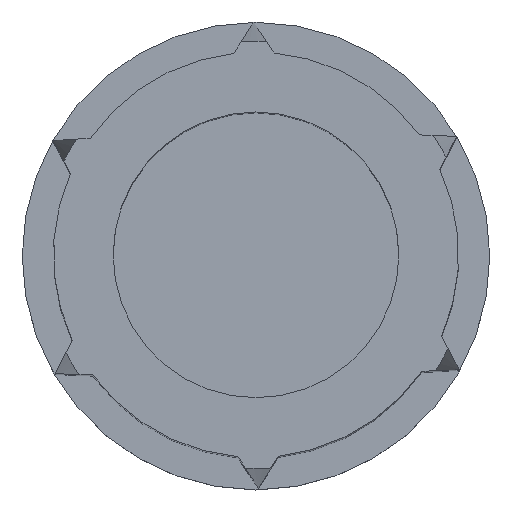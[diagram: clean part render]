
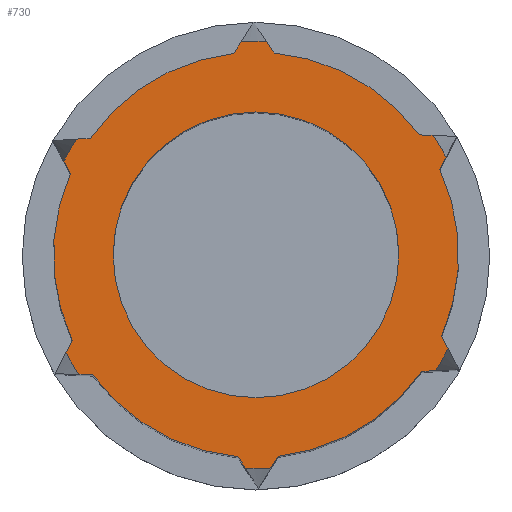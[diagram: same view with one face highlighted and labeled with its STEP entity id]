
A CAD part, top view. The second image highlights one B-rep face of the part: STEP entity #730.
In plain terms, the highlighted planar face has unit normal (0, 0, 1).
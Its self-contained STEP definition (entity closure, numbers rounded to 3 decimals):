
#24=FACE_BOUND('',#209,.T.);
#27=LINE('',#1192,#80);
#28=LINE('',#1195,#81);
#29=LINE('',#1197,#82);
#30=LINE('',#1200,#83);
#31=LINE('',#1202,#84);
#32=LINE('',#1205,#85);
#33=LINE('',#1207,#86);
#34=LINE('',#1210,#87);
#35=LINE('',#1212,#88);
#36=LINE('',#1215,#89);
#37=LINE('',#1217,#90);
#38=LINE('',#1220,#91);
#80=VECTOR('',#902,10.);
#81=VECTOR('',#905,10.);
#82=VECTOR('',#906,10.);
#83=VECTOR('',#909,10.);
#84=VECTOR('',#910,10.);
#85=VECTOR('',#913,10.);
#86=VECTOR('',#914,10.);
#87=VECTOR('',#917,10.);
#88=VECTOR('',#918,10.);
#89=VECTOR('',#921,10.);
#90=VECTOR('',#922,10.);
#91=VECTOR('',#925,10.);
#133=PLANE('',#798);
#166=FACE_OUTER_BOUND('',#208,.T.);
#208=EDGE_LOOP('',(#520,#521,#522,#523,#524,#525,#526,#527,#528,#529,#530,
#531,#532,#533,#534,#535,#536,#537,#538,#539,#540,#541,#542,#543));
#209=EDGE_LOOP('',(#544));
#241=CIRCLE('',#775,8.225);
#242=CIRCLE('',#777,8.225);
#243=CIRCLE('',#779,8.225);
#244=CIRCLE('',#781,8.225);
#245=CIRCLE('',#783,8.225);
#246=CIRCLE('',#785,8.225);
#253=CIRCLE('',#799,7.8);
#254=CIRCLE('',#800,7.8);
#255=CIRCLE('',#801,7.8);
#256=CIRCLE('',#802,7.8);
#257=CIRCLE('',#803,7.8);
#258=CIRCLE('',#804,7.8);
#259=CIRCLE('',#805,5.5);
#300=VERTEX_POINT('',#1060);
#301=VERTEX_POINT('',#1064);
#303=VERTEX_POINT('',#1071);
#304=VERTEX_POINT('',#1075);
#306=VERTEX_POINT('',#1082);
#307=VERTEX_POINT('',#1086);
#309=VERTEX_POINT('',#1093);
#310=VERTEX_POINT('',#1097);
#312=VERTEX_POINT('',#1104);
#313=VERTEX_POINT('',#1108);
#315=VERTEX_POINT('',#1115);
#316=VERTEX_POINT('',#1119);
#335=VERTEX_POINT('',#1191);
#336=VERTEX_POINT('',#1193);
#337=VERTEX_POINT('',#1196);
#338=VERTEX_POINT('',#1198);
#339=VERTEX_POINT('',#1201);
#340=VERTEX_POINT('',#1203);
#341=VERTEX_POINT('',#1206);
#342=VERTEX_POINT('',#1208);
#343=VERTEX_POINT('',#1211);
#344=VERTEX_POINT('',#1213);
#345=VERTEX_POINT('',#1216);
#346=VERTEX_POINT('',#1218);
#347=VERTEX_POINT('',#1221);
#375=EDGE_CURVE('',#300,#301,#241,.T.);
#378=EDGE_CURVE('',#303,#304,#242,.T.);
#381=EDGE_CURVE('',#306,#307,#243,.T.);
#384=EDGE_CURVE('',#309,#310,#244,.T.);
#387=EDGE_CURVE('',#312,#313,#245,.T.);
#390=EDGE_CURVE('',#315,#316,#246,.T.);
#409=EDGE_CURVE('',#316,#335,#27,.T.);
#410=EDGE_CURVE('',#335,#336,#253,.T.);
#411=EDGE_CURVE('',#336,#300,#28,.T.);
#412=EDGE_CURVE('',#301,#337,#29,.T.);
#413=EDGE_CURVE('',#337,#338,#254,.T.);
#414=EDGE_CURVE('',#338,#303,#30,.T.);
#415=EDGE_CURVE('',#304,#339,#31,.T.);
#416=EDGE_CURVE('',#339,#340,#255,.T.);
#417=EDGE_CURVE('',#340,#306,#32,.T.);
#418=EDGE_CURVE('',#307,#341,#33,.T.);
#419=EDGE_CURVE('',#341,#342,#256,.T.);
#420=EDGE_CURVE('',#342,#309,#34,.T.);
#421=EDGE_CURVE('',#310,#343,#35,.T.);
#422=EDGE_CURVE('',#343,#344,#257,.T.);
#423=EDGE_CURVE('',#344,#312,#36,.T.);
#424=EDGE_CURVE('',#313,#345,#37,.T.);
#425=EDGE_CURVE('',#345,#346,#258,.T.);
#426=EDGE_CURVE('',#346,#315,#38,.T.);
#427=EDGE_CURVE('',#347,#347,#259,.T.);
#520=ORIENTED_EDGE('',*,*,#390,.T.);
#521=ORIENTED_EDGE('',*,*,#409,.T.);
#522=ORIENTED_EDGE('',*,*,#410,.T.);
#523=ORIENTED_EDGE('',*,*,#411,.T.);
#524=ORIENTED_EDGE('',*,*,#375,.T.);
#525=ORIENTED_EDGE('',*,*,#412,.T.);
#526=ORIENTED_EDGE('',*,*,#413,.T.);
#527=ORIENTED_EDGE('',*,*,#414,.T.);
#528=ORIENTED_EDGE('',*,*,#378,.T.);
#529=ORIENTED_EDGE('',*,*,#415,.T.);
#530=ORIENTED_EDGE('',*,*,#416,.T.);
#531=ORIENTED_EDGE('',*,*,#417,.T.);
#532=ORIENTED_EDGE('',*,*,#381,.T.);
#533=ORIENTED_EDGE('',*,*,#418,.T.);
#534=ORIENTED_EDGE('',*,*,#419,.T.);
#535=ORIENTED_EDGE('',*,*,#420,.T.);
#536=ORIENTED_EDGE('',*,*,#384,.T.);
#537=ORIENTED_EDGE('',*,*,#421,.T.);
#538=ORIENTED_EDGE('',*,*,#422,.T.);
#539=ORIENTED_EDGE('',*,*,#423,.T.);
#540=ORIENTED_EDGE('',*,*,#387,.T.);
#541=ORIENTED_EDGE('',*,*,#424,.T.);
#542=ORIENTED_EDGE('',*,*,#425,.T.);
#543=ORIENTED_EDGE('',*,*,#426,.T.);
#544=ORIENTED_EDGE('',*,*,#427,.T.);
#730=ADVANCED_FACE('',(#166,#24),#133,.T.);
#775=AXIS2_PLACEMENT_3D('',#1068,#854,#855);
#777=AXIS2_PLACEMENT_3D('',#1079,#858,#859);
#779=AXIS2_PLACEMENT_3D('',#1090,#862,#863);
#781=AXIS2_PLACEMENT_3D('',#1101,#866,#867);
#783=AXIS2_PLACEMENT_3D('',#1112,#870,#871);
#785=AXIS2_PLACEMENT_3D('',#1123,#874,#875);
#798=AXIS2_PLACEMENT_3D('',#1190,#900,#901);
#799=AXIS2_PLACEMENT_3D('',#1194,#903,#904);
#800=AXIS2_PLACEMENT_3D('',#1199,#907,#908);
#801=AXIS2_PLACEMENT_3D('',#1204,#911,#912);
#802=AXIS2_PLACEMENT_3D('',#1209,#915,#916);
#803=AXIS2_PLACEMENT_3D('',#1214,#919,#920);
#804=AXIS2_PLACEMENT_3D('',#1219,#923,#924);
#805=AXIS2_PLACEMENT_3D('',#1222,#926,#927);
#854=DIRECTION('center_axis',(0.,0.,1.));
#855=DIRECTION('ref_axis',(1.,0.,0.));
#858=DIRECTION('center_axis',(0.,0.,1.));
#859=DIRECTION('ref_axis',(1.,0.,0.));
#862=DIRECTION('center_axis',(0.,0.,1.));
#863=DIRECTION('ref_axis',(1.,0.,0.));
#866=DIRECTION('center_axis',(0.,0.,1.));
#867=DIRECTION('ref_axis',(1.,0.,0.));
#870=DIRECTION('center_axis',(0.,0.,1.));
#871=DIRECTION('ref_axis',(1.,0.,0.));
#874=DIRECTION('center_axis',(0.,0.,1.));
#875=DIRECTION('ref_axis',(1.,0.,0.));
#900=DIRECTION('center_axis',(0.,0.,1.));
#901=DIRECTION('ref_axis',(1.,0.,0.));
#902=DIRECTION('',(-0.999,0.034,0.));
#903=DIRECTION('center_axis',(0.,0.,1.));
#904=DIRECTION('ref_axis',(-1.,0.,0.));
#905=DIRECTION('',(-0.547,0.837,0.));
#906=DIRECTION('',(-0.529,-0.849,0.));
#907=DIRECTION('center_axis',(0.,0.,1.));
#908=DIRECTION('ref_axis',(-1.,0.,0.));
#909=DIRECTION('',(-0.998,-0.055,0.));
#910=DIRECTION('',(0.47,-0.883,0.));
#911=DIRECTION('center_axis',(0.,0.,1.));
#912=DIRECTION('ref_axis',(-1.,0.,0.));
#913=DIRECTION('',(-0.452,-0.892,0.));
#914=DIRECTION('',(0.999,-0.034,0.));
#915=DIRECTION('center_axis',(0.,0.,1.));
#916=DIRECTION('ref_axis',(-1.,0.,0.));
#917=DIRECTION('',(0.547,-0.837,0.));
#918=DIRECTION('',(0.529,0.849,0.));
#919=DIRECTION('center_axis',(0.,0.,1.));
#920=DIRECTION('ref_axis',(-1.,0.,0.));
#921=DIRECTION('',(0.998,0.055,0.));
#922=DIRECTION('',(-0.47,0.883,0.));
#923=DIRECTION('center_axis',(0.,0.,1.));
#924=DIRECTION('ref_axis',(-1.,0.,0.));
#925=DIRECTION('',(0.452,0.892,0.));
#926=DIRECTION('center_axis',(0.,0.,-1.));
#927=DIRECTION('ref_axis',(-1.,0.,0.));
#1060=CARTESIAN_POINT('',(0.402,8.215,30.));
#1064=CARTESIAN_POINT('',(-0.574,8.205,30.));
#1068=CARTESIAN_POINT('Origin',(0.,0.,30.));
#1071=CARTESIAN_POINT('',(-6.914,4.456,30.));
#1075=CARTESIAN_POINT('',(-7.393,3.605,30.));
#1079=CARTESIAN_POINT('Origin',(0.,0.,30.));
#1082=CARTESIAN_POINT('',(-7.316,-3.76,30.));
#1086=CARTESIAN_POINT('',(-6.819,-4.6,30.));
#1090=CARTESIAN_POINT('Origin',(0.,0.,30.));
#1093=CARTESIAN_POINT('',(-0.402,-8.215,30.));
#1097=CARTESIAN_POINT('',(0.574,-8.205,30.));
#1101=CARTESIAN_POINT('Origin',(0.,0.,30.));
#1104=CARTESIAN_POINT('',(6.914,-4.456,30.));
#1108=CARTESIAN_POINT('',(7.393,-3.605,30.));
#1112=CARTESIAN_POINT('Origin',(0.,0.,30.));
#1115=CARTESIAN_POINT('',(7.316,3.76,30.));
#1119=CARTESIAN_POINT('',(6.819,4.6,30.));
#1123=CARTESIAN_POINT('Origin',(0.,0.,30.));
#1190=CARTESIAN_POINT('Origin',(0.,0.,30.));
#1191=CARTESIAN_POINT('',(6.286,4.618,30.));
#1192=CARTESIAN_POINT('',(3.945,4.697,30.));
#1193=CARTESIAN_POINT('',(0.693,7.769,30.));
#1194=CARTESIAN_POINT('Origin',(0.,0.,30.));
#1195=CARTESIAN_POINT('',(2.368,5.205,30.));
#1196=CARTESIAN_POINT('',(-0.856,7.753,30.));
#1197=CARTESIAN_POINT('',(-2.096,5.765,30.));
#1198=CARTESIAN_POINT('',(-6.382,4.485,30.));
#1199=CARTESIAN_POINT('Origin',(0.,0.,30.));
#1200=CARTESIAN_POINT('',(-3.324,4.653,30.));
#1201=CARTESIAN_POINT('',(-7.142,3.135,30.));
#1202=CARTESIAN_POINT('',(-6.041,1.068,30.));
#1203=CARTESIAN_POINT('',(-7.075,-3.284,30.));
#1204=CARTESIAN_POINT('Origin',(0.,0.,30.));
#1205=CARTESIAN_POINT('',(-5.692,-0.552,30.));
#1206=CARTESIAN_POINT('',(-6.286,-4.618,30.));
#1207=CARTESIAN_POINT('',(-3.945,-4.697,30.));
#1208=CARTESIAN_POINT('',(-0.693,-7.769,30.));
#1209=CARTESIAN_POINT('Origin',(0.,0.,30.));
#1210=CARTESIAN_POINT('',(-2.368,-5.205,30.));
#1211=CARTESIAN_POINT('',(0.856,-7.753,30.));
#1212=CARTESIAN_POINT('',(2.096,-5.765,30.));
#1213=CARTESIAN_POINT('',(6.382,-4.485,30.));
#1214=CARTESIAN_POINT('Origin',(0.,0.,30.));
#1215=CARTESIAN_POINT('',(3.324,-4.653,30.));
#1216=CARTESIAN_POINT('',(7.142,-3.135,30.));
#1217=CARTESIAN_POINT('',(6.041,-1.068,30.));
#1218=CARTESIAN_POINT('',(7.075,3.284,30.));
#1219=CARTESIAN_POINT('Origin',(0.,0.,30.));
#1220=CARTESIAN_POINT('',(5.692,0.552,30.));
#1221=CARTESIAN_POINT('',(5.5,0.,30.));
#1222=CARTESIAN_POINT('Origin',(0.,0.,30.));
